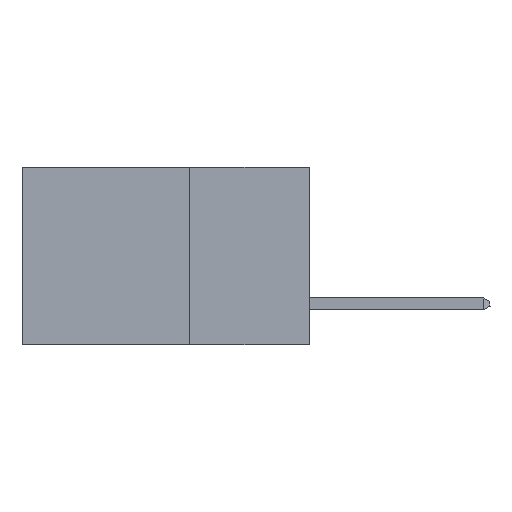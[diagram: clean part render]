
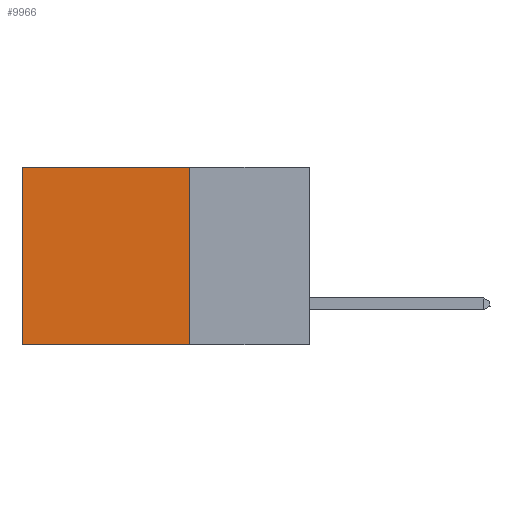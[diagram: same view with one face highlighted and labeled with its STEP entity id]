
A CAD part, left-side view. The second image highlights one B-rep face of the part: STEP entity #9966.
In plain terms, the highlighted planar face has unit normal (-1, 0, 0).
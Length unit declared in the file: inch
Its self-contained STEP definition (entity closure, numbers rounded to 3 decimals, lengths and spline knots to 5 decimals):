
#296 = DIRECTION ( 'NONE',  ( 1., 0., 0. ) ) ;
#422 = VECTOR ( 'NONE', #8229, 39.37008 ) ;
#966 = CARTESIAN_POINT ( 'NONE',  ( 0.2875, 0.25, -0.37 ) ) ;
#1061 = CARTESIAN_POINT ( 'NONE',  ( 0.2875, 0.25, 0. ) ) ;
#1073 = DIRECTION ( 'NONE',  ( 0., 1., 0. ) ) ;
#1219 = EDGE_LOOP ( 'NONE', ( #2219, #9704, #4194, #11165 ) ) ;
#1624 = CARTESIAN_POINT ( 'NONE',  ( 0.2875, 0.6, 0. ) ) ;
#2043 = EDGE_CURVE ( 'NONE', #4940, #3706, #8884, .T. ) ;
#2107 = AXIS2_PLACEMENT_3D ( 'NONE', #1061, #296, #7575 ) ;
#2219 = ORIENTED_EDGE ( 'NONE', *, *, #2043, .T. ) ;
#3113 = LINE ( 'NONE', #966, #422 ) ;
#3706 = VERTEX_POINT ( 'NONE', #6827 ) ;
#3791 = EDGE_CURVE ( 'NONE', #4753, #4940, #5926, .T. ) ;
#3846 = VECTOR ( 'NONE', #10143, 39.37008 ) ;
#4194 = ORIENTED_EDGE ( 'NONE', *, *, #9589, .F. ) ;
#4380 = DIRECTION ( 'NONE',  ( 0., 0., -1. ) ) ;
#4667 = CARTESIAN_POINT ( 'NONE',  ( 0.2875, 0.25, -0.37 ) ) ;
#4698 = LINE ( 'NONE', #8344, #3846 ) ;
#4753 = VERTEX_POINT ( 'NONE', #6703 ) ;
#4940 = VERTEX_POINT ( 'NONE', #11015 ) ;
#5926 = LINE ( 'NONE', #11113, #8617 ) ;
#6624 = VERTEX_POINT ( 'NONE', #4667 ) ;
#6703 = CARTESIAN_POINT ( 'NONE',  ( 0.2875, 0.25, 0. ) ) ;
#6827 = CARTESIAN_POINT ( 'NONE',  ( 0.2875, 0.6, -0.37 ) ) ;
#7538 = PLANE ( 'NONE',  #2107 ) ;
#7575 = DIRECTION ( 'NONE',  ( 0., 0., -1. ) ) ;
#8033 = EDGE_CURVE ( 'NONE', #6624, #3706, #3113, .T. ) ;
#8229 = DIRECTION ( 'NONE',  ( 0., 1., 0. ) ) ;
#8344 = CARTESIAN_POINT ( 'NONE',  ( 0.2875, 0.25, 0. ) ) ;
#8617 = VECTOR ( 'NONE', #1073, 39.37008 ) ;
#8884 = LINE ( 'NONE', #1624, #10034 ) ;
#9589 = EDGE_CURVE ( 'NONE', #4753, #6624, #4698, .T. ) ;
#9665 = FACE_OUTER_BOUND ( 'NONE', #1219, .T. ) ;
#9704 = ORIENTED_EDGE ( 'NONE', *, *, #8033, .F. ) ;
#9966 = ADVANCED_FACE ( 'NONE', ( #9665 ), #7538, .F. ) ;
#10034 = VECTOR ( 'NONE', #4380, 39.37008 ) ;
#10143 = DIRECTION ( 'NONE',  ( 0., 0., -1. ) ) ;
#11015 = CARTESIAN_POINT ( 'NONE',  ( 0.2875, 0.6, 0. ) ) ;
#11113 = CARTESIAN_POINT ( 'NONE',  ( 0.2875, 0.25, 0. ) ) ;
#11165 = ORIENTED_EDGE ( 'NONE', *, *, #3791, .T. ) ;
